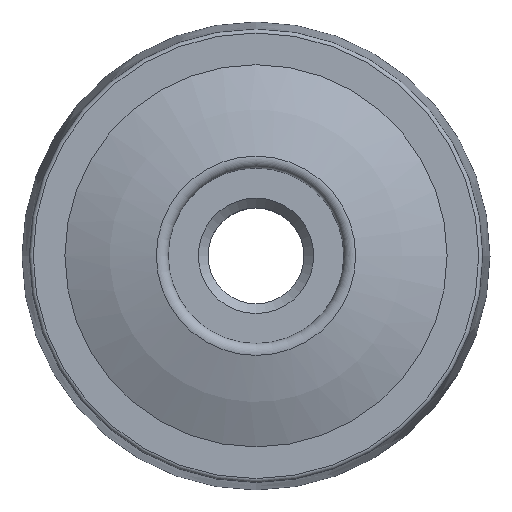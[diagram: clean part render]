
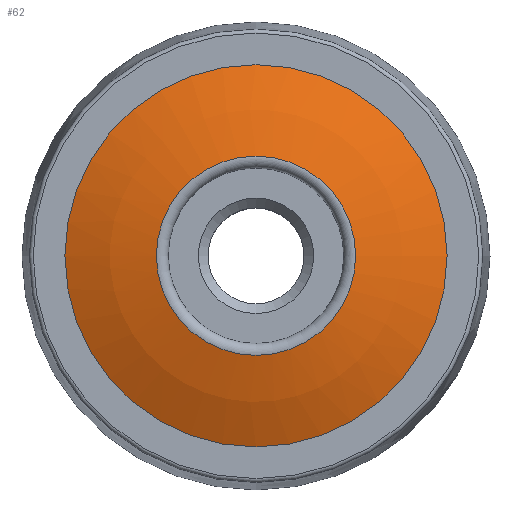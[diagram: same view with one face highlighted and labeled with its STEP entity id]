
A CAD part, top view. The second image highlights one B-rep face of the part: STEP entity #62.
In plain terms, the highlighted spherical face has radius 23.41 mm.
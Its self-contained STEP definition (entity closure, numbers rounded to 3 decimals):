
#62 = ADVANCED_FACE( '', ( #133, #134 ), #135, .T. );
#133 = FACE_OUTER_BOUND( '', #204, .T. );
#134 = FACE_OUTER_BOUND( '', #205, .T. );
#135 = SPHERICAL_SURFACE( '', #206, 23.41 );
#204 = EDGE_LOOP( '', ( #291 ) );
#205 = EDGE_LOOP( '', ( #292 ) );
#206 = AXIS2_PLACEMENT_3D( '', #293, #294, #295 );
#291 = ORIENTED_EDGE( '', *, *, #327, .T. );
#292 = ORIENTED_EDGE( '', *, *, #332, .T. );
#293 = CARTESIAN_POINT( '', ( 0., 0., -9.41 ) );
#294 = DIRECTION( '', ( 0., 0., 1. ) );
#295 = DIRECTION( '', ( 0., 1., 0. ) );
#327 = EDGE_CURVE( '', #363, #363, #364, .T. );
#332 = EDGE_CURVE( '', #371, #371, #372, .T. );
#363 = VERTEX_POINT( '', #411 );
#364 = CIRCLE( '', #412, 5.109 );
#371 = VERTEX_POINT( '', #419 );
#372 = CIRCLE( '', #420, 9.8 );
#411 = CARTESIAN_POINT( '', ( -5.109, 0., 13.436 ) );
#412 = AXIS2_PLACEMENT_3D( '', #460, #461, #462 );
#419 = CARTESIAN_POINT( '', ( 9.8, 0., 11.85 ) );
#420 = AXIS2_PLACEMENT_3D( '', #469, #470, #471 );
#460 = CARTESIAN_POINT( '', ( 0., 0., 13.436 ) );
#461 = DIRECTION( '', ( 0., 0., -1. ) );
#462 = DIRECTION( '', ( -1., 0., 0. ) );
#469 = CARTESIAN_POINT( '', ( 0., 0., 11.85 ) );
#470 = DIRECTION( '', ( 0., 0., 1. ) );
#471 = DIRECTION( '', ( 1., 0., 0. ) );
